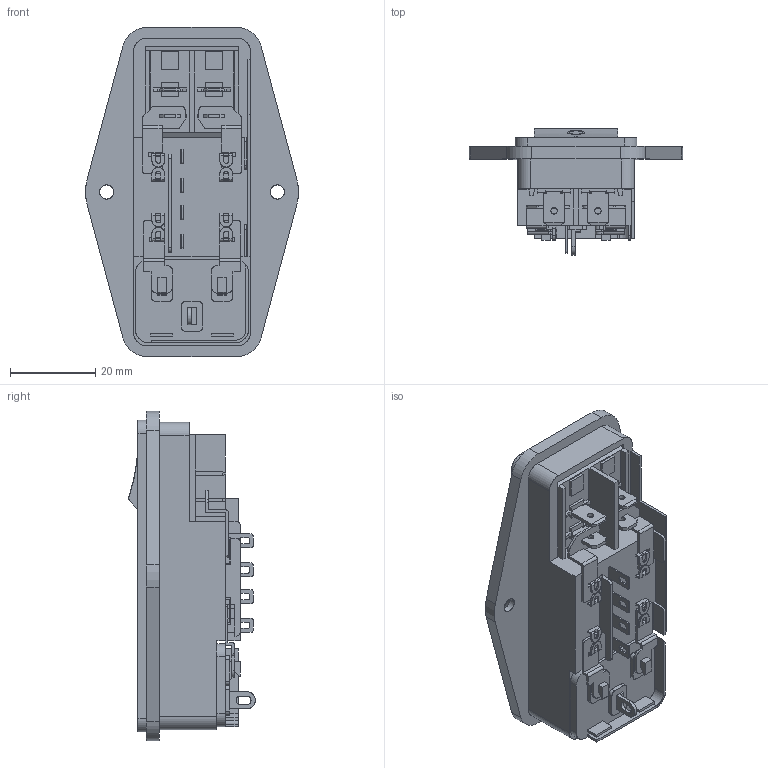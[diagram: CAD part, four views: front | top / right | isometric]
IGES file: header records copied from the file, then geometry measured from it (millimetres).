
Start section: SolidWorks IGES file using analytic representation for surfaces
Global section: file name: 10C3.IGS,15; native system: HSolidWorks 2007; preprocessor: SolidWorks 2007; author: TAMMY.YANG; date: 120504.143649; units: millimetre
Bounding box: 50 x 29.66 x 77.2 mm (x, y, z)
Surface area: 17581.4 mm2 (no closed solid volume)
Topology: 0 solids, 0 shells, 756 faces, 6203 edges, 6203 vertices
Faces by surface type: bspline 575, revolution 181
